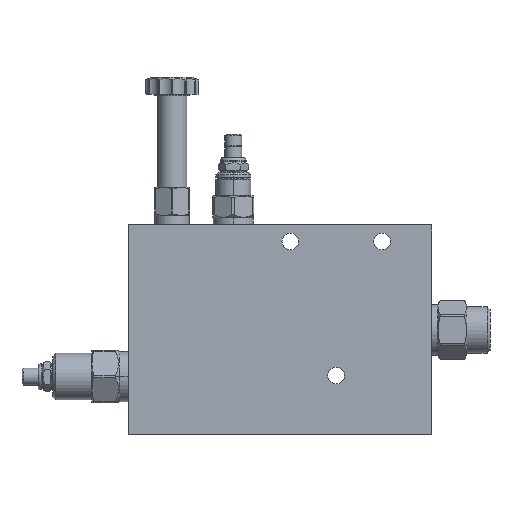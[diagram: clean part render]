
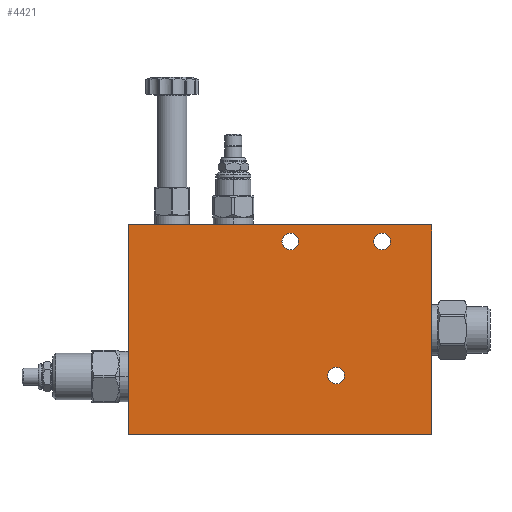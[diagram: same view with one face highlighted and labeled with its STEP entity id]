
A CAD part, front view. The second image highlights one B-rep face of the part: STEP entity #4421.
In plain terms, the highlighted planar face has unit normal (0, -1, 0).
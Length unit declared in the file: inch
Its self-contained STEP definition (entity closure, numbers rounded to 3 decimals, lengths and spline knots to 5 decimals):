
#5=DIRECTION('',(1.,0.,0.));
#6=VECTOR('',#5,6.5);
#7=CARTESIAN_POINT('',(0.,-2.,0.));
#8=LINE('',#7,#6);
#209=DIRECTION('',(0.,0.,1.));
#210=VECTOR('',#209,4.5);
#211=CARTESIAN_POINT('',(6.5,-2.,0.));
#212=LINE('',#211,#210);
#223=DIRECTION('',(0.,0.,1.));
#224=VECTOR('',#223,4.5);
#225=CARTESIAN_POINT('',(0.,-2.,0.));
#226=LINE('',#225,#224);
#227=CARTESIAN_POINT('',(3.47,-2.,4.146));
#228=DIRECTION('',(0.,1.,0.));
#229=DIRECTION('',(0.,0.,-1.));
#230=AXIS2_PLACEMENT_3D('',#227,#228,#229);
#232=CARTESIAN_POINT('',(3.47,-2.,4.146));
#233=DIRECTION('',(0.,1.,0.));
#234=DIRECTION('',(0.,0.,1.));
#235=AXIS2_PLACEMENT_3D('',#232,#233,#234);
#237=CARTESIAN_POINT('',(5.439,-2.,4.146));
#238=DIRECTION('',(0.,1.,0.));
#239=DIRECTION('',(0.,0.,-1.));
#240=AXIS2_PLACEMENT_3D('',#237,#238,#239);
#242=CARTESIAN_POINT('',(5.439,-2.,4.146));
#243=DIRECTION('',(0.,1.,0.));
#244=DIRECTION('',(0.,0.,1.));
#245=AXIS2_PLACEMENT_3D('',#242,#243,#244);
#247=CARTESIAN_POINT('',(4.454,-2.,1.272));
#248=DIRECTION('',(0.,1.,0.));
#249=DIRECTION('',(0.,0.,-1.));
#250=AXIS2_PLACEMENT_3D('',#247,#248,#249);
#252=CARTESIAN_POINT('',(4.454,-2.,1.272));
#253=DIRECTION('',(0.,1.,0.));
#254=DIRECTION('',(0.,0.,1.));
#255=AXIS2_PLACEMENT_3D('',#252,#253,#254);
#269=DIRECTION('',(1.,0.,0.));
#270=VECTOR('',#269,6.5);
#271=CARTESIAN_POINT('',(0.,-2.,4.5));
#272=LINE('',#271,#270);
#3715=CARTESIAN_POINT('',(0.,-2.,0.));
#3717=VERTEX_POINT('',#3715);
#3718=CARTESIAN_POINT('',(6.5,-2.,0.));
#3719=VERTEX_POINT('',#3718);
#3723=CARTESIAN_POINT('',(0.,-2.,4.5));
#3725=VERTEX_POINT('',#3723);
#3726=CARTESIAN_POINT('',(6.5,-2.,4.5));
#3727=VERTEX_POINT('',#3726);
#4072=CARTESIAN_POINT('',(3.47,-2.,3.9665));
#4073=CARTESIAN_POINT('',(3.47,-2.,4.3255));
#4074=VERTEX_POINT('',#4072);
#4075=VERTEX_POINT('',#4073);
#4084=CARTESIAN_POINT('',(5.439,-2.,3.9665));
#4085=CARTESIAN_POINT('',(5.439,-2.,4.3255));
#4086=VERTEX_POINT('',#4084);
#4087=VERTEX_POINT('',#4085);
#4096=CARTESIAN_POINT('',(4.454,-2.,1.0925));
#4097=CARTESIAN_POINT('',(4.454,-2.,1.4515));
#4098=VERTEX_POINT('',#4096);
#4099=VERTEX_POINT('',#4097);
#4391=CARTESIAN_POINT('',(0.,-2.,0.));
#4392=DIRECTION('',(0.,-1.,0.));
#4393=DIRECTION('',(1.,0.,0.));
#4394=AXIS2_PLACEMENT_3D('',#4391,#4392,#4393);
#4395=PLANE('',#4394);
#4396=ORIENTED_EDGE('',*,*,#4273,.F.);
#4397=ORIENTED_EDGE('',*,*,#4310,.T.);
#4399=ORIENTED_EDGE('',*,*,#4398,.T.);
#4400=ORIENTED_EDGE('',*,*,#4377,.F.);
#4401=EDGE_LOOP('',(#4396,#4397,#4399,#4400));
#4402=FACE_OUTER_BOUND('',#4401,.F.);
#4404=ORIENTED_EDGE('',*,*,#4403,.F.);
#4406=ORIENTED_EDGE('',*,*,#4405,.F.);
#4407=EDGE_LOOP('',(#4404,#4406));
#4408=FACE_BOUND('',#4407,.F.);
#4410=ORIENTED_EDGE('',*,*,#4409,.F.);
#4412=ORIENTED_EDGE('',*,*,#4411,.F.);
#4413=EDGE_LOOP('',(#4410,#4412));
#4414=FACE_BOUND('',#4413,.F.);
#4416=ORIENTED_EDGE('',*,*,#4415,.F.);
#4418=ORIENTED_EDGE('',*,*,#4417,.F.);
#4419=EDGE_LOOP('',(#4416,#4418));
#4420=FACE_BOUND('',#4419,.F.);
#4421=ADVANCED_FACE('',(#4402,#4408,#4414,#4420),#4395,.T.);
#231=CIRCLE('',#230,0.1795);
#236=CIRCLE('',#235,0.1795);
#241=CIRCLE('',#240,0.1795);
#246=CIRCLE('',#245,0.1795);
#251=CIRCLE('',#250,0.1795);
#256=CIRCLE('',#255,0.1795);
#4273=EDGE_CURVE('',#3717,#3719,#8,.T.);
#4310=EDGE_CURVE('',#3717,#3725,#226,.T.);
#4377=EDGE_CURVE('',#3719,#3727,#212,.T.);
#4398=EDGE_CURVE('',#3725,#3727,#272,.T.);
#4403=EDGE_CURVE('',#4074,#4075,#231,.T.);
#4405=EDGE_CURVE('',#4075,#4074,#236,.T.);
#4409=EDGE_CURVE('',#4086,#4087,#241,.T.);
#4411=EDGE_CURVE('',#4087,#4086,#246,.T.);
#4415=EDGE_CURVE('',#4098,#4099,#251,.T.);
#4417=EDGE_CURVE('',#4099,#4098,#256,.T.);
